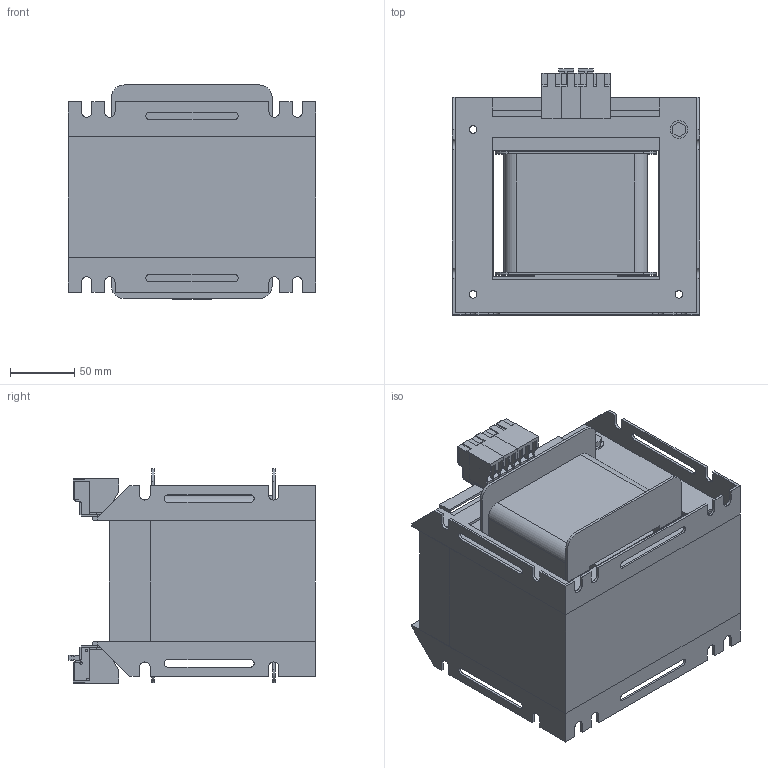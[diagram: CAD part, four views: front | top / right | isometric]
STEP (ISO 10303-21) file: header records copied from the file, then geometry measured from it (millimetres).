
FILE_DESCRIPTION (( 'STEP AP203' ), '1' );
FILE_NAME ('EURM1601.STEP', '2024-07-09T08:58:31', ( 'Utilisateur Windows' ), ( '' ), 'SwSTEP 2.0', 'SolidWorks 2023', '' );
FILE_SCHEMA (( 'CONFIG_CONTROL_DESIGN' ));
Length unit declared in the file: millimetre
Products named in the file (12): Conta clip PTKS 4-2 Couvercle; Tole monophase EI 160x192 1W7 - I - 94; Conta clip PTKS 4-2; Tole monophase EI 160x192 1W7 - E - 94; EURM1601; Conta clip PTKS 4-3 Couvercle; Rondelle M6; Vis tete hexa M6; Conta clip PTKS 4-1; Conta clip PTKS Cavalier; Cadre pour borne WAGO pour EURM1601 - 2001 - 2501; Ref. EURM1601
Assembly tree (22 placements, depth 2):
  EURM1601
    Cadre pour borne WAGO pour EURM1601 - 2001 - 2501  x2
    Ref. EURM1601
    Tole monophase EI 160x192 1W7 - E - 94
    Tole monophase EI 160x192 1W7 - I - 94
    Rondelle M6  x2
    Vis tete hexa M6  x2
    Conta clip PTKS 4-2  x5
    Conta clip PTKS 4-1
    Conta clip PTKS 4-2 Couvercle  x4
    Conta clip PTKS 4-3 Couvercle
    Conta clip PTKS Cavalier  x2
Bounding box: 192 x 191.27 x 166.36 mm (x, y, z)
Volume: 3143662.2 mm3; surface area: 491036.6 mm2
Topology: 22 solids, 22 shells, 2954 faces, 8295 edges, 5481 vertices
Faces by surface type: plane 2157, cylinder 688, bspline 53, cone 44, torus 12
Entity records: 39069 total; most frequent: CARTESIAN_POINT 8909, ORIENTED_EDGE 6194, DIRECTION 5578, EDGE_CURVE 3097, VECTOR 2480, LINE 2480, VERTEX_POINT 2047, AXIS2_PLACEMENT_3D 1549
